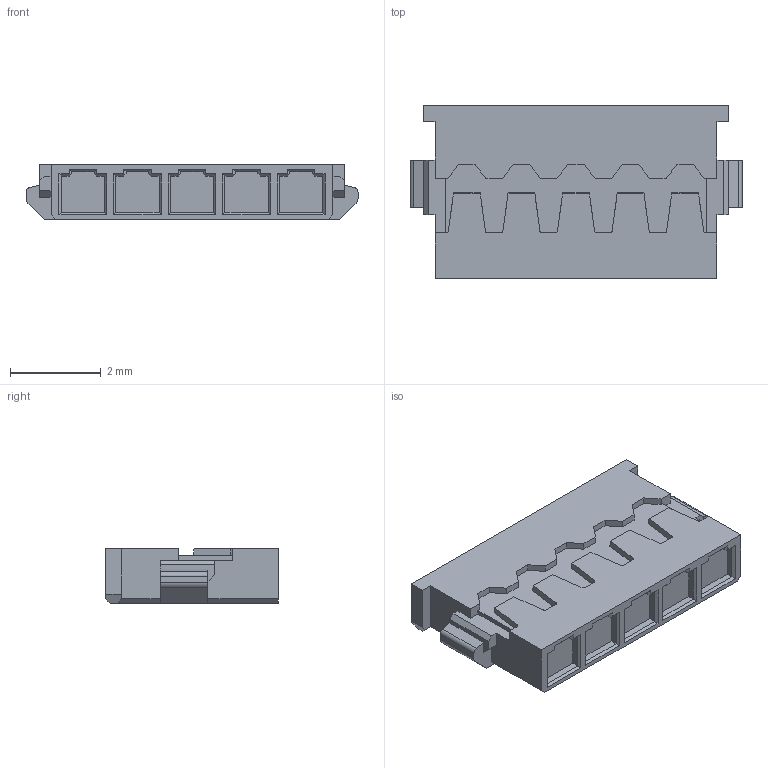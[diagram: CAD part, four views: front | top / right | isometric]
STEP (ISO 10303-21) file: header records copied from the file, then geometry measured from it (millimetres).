
FILE_DESCRIPTION(('CoCreate Modeling STEP Export'),'2;1');
FILE_NAME('WB1201(H)-H005X.stp','2021-09-18T 9:10:31',(''),(''),'CoCreate Modeling STEP processor for AP214 (Solid Model)','CoCreate Modeling 16.00 13-May-2008 (C) Parametric Technology GmbH','');
FILE_SCHEMA(('AUTOMOTIVE_DESIGN { 1 0 10303 214 1 1 1 1 }'));
Length unit declared in the file: millimetre
Products named in the file (2): WB1201(H)-H005X
Assembly tree (1 placements, depth 2):
  WB1201(H)-H005X
    WB1201(H)-H005X
Bounding box: 7.3 x 3.8 x 1.2 mm (x, y, z)
Volume: 26.1 mm3; surface area: 89.6 mm2
Topology: 1 solids, 1 shells, 236 faces, 635 edges, 406 vertices
Faces by surface type: plane 222, cylinder 14
Entity records: 7158 total; most frequent: ORIENTED_EDGE 1270, CARTESIAN_POINT 1262, DIRECTION 1112, EDGE_CURVE 635, VECTOR 600, LINE 600, VERTEX_POINT 406, AXIS2_PLACEMENT_3D 256
